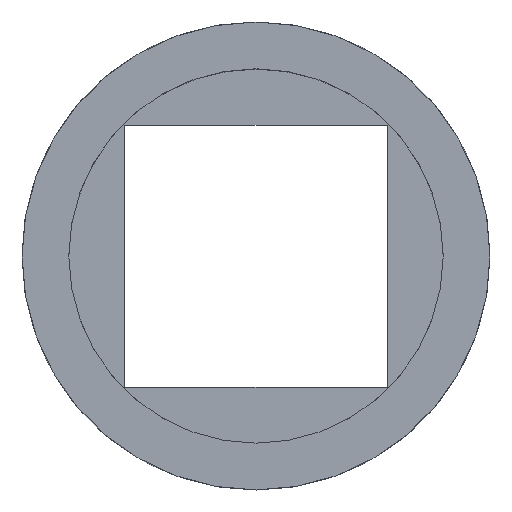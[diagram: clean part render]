
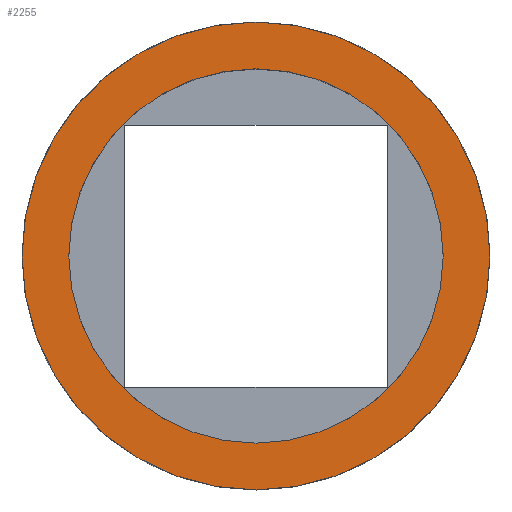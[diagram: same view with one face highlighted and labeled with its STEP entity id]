
A CAD part, top view. The second image highlights one B-rep face of the part: STEP entity #2255.
In plain terms, the highlighted planar face has unit normal (0, 0, 1).
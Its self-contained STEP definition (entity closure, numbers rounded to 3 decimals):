
#24=FACE_BOUND('',#276,.T.);
#56=PLANE('',#2402);
#179=FACE_OUTER_BOUND('',#275,.T.);
#275=EDGE_LOOP('',(#2021));
#276=EDGE_LOOP('',(#2022));
#340=CIRCLE('',#2374,12.5);
#352=CIRCLE('',#2403,10.);
#1022=VERTEX_POINT('',#5775);
#1043=VERTEX_POINT('',#5880);
#1360=EDGE_CURVE('',#1022,#1022,#340,.T.);
#1398=EDGE_CURVE('',#1043,#1043,#352,.T.);
#2021=ORIENTED_EDGE('',*,*,#1360,.T.);
#2022=ORIENTED_EDGE('',*,*,#1398,.T.);
#2255=ADVANCED_FACE('',(#179,#24),#56,.T.);
#2374=AXIS2_PLACEMENT_3D('',#5777,#2763,#2764);
#2402=AXIS2_PLACEMENT_3D('',#5879,#2831,#2832);
#2403=AXIS2_PLACEMENT_3D('',#5881,#2833,#2834);
#2763=DIRECTION('center_axis',(0.,0.,1.));
#2764=DIRECTION('ref_axis',(-1.,0.,0.));
#2831=DIRECTION('center_axis',(0.,0.,1.));
#2832=DIRECTION('ref_axis',(-1.,0.,0.));
#2833=DIRECTION('center_axis',(0.,0.,-1.));
#2834=DIRECTION('ref_axis',(-1.,0.,0.));
#5775=CARTESIAN_POINT('',(12.5,100.,11.6));
#5777=CARTESIAN_POINT('Origin',(0.,100.,11.6));
#5879=CARTESIAN_POINT('Origin',(0.,100.,11.6));
#5880=CARTESIAN_POINT('',(10.,100.,11.6));
#5881=CARTESIAN_POINT('Origin',(0.,100.,11.6));
